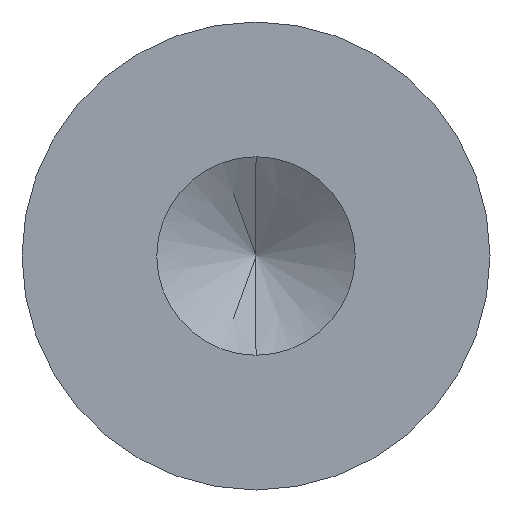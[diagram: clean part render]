
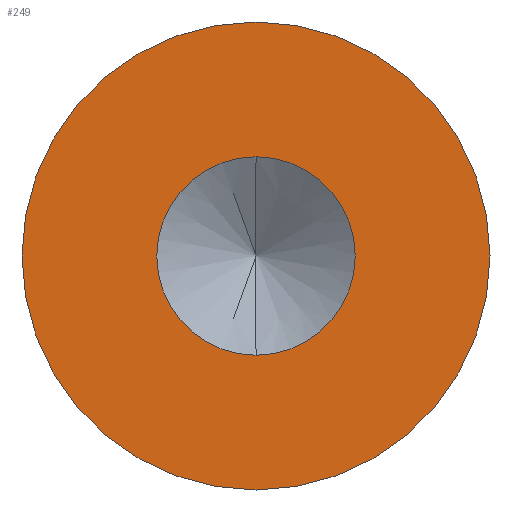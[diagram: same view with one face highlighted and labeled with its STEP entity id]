
A CAD part, front view. The second image highlights one B-rep face of the part: STEP entity #249.
In plain terms, the highlighted planar face has unit normal (0, -1, 0).
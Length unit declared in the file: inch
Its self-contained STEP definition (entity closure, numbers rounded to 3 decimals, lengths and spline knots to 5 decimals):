
#15 = DIRECTION ( 'NONE',  ( 0., 1., 0. ) ) ;
#16 = DIRECTION ( 'NONE',  ( 0., 0., -1. ) ) ;
#22 = DIRECTION ( 'NONE',  ( 0., -1., 0. ) ) ;
#37 = EDGE_LOOP ( 'NONE', ( #419, #338 ) ) ;
#51 = DIRECTION ( 'NONE',  ( 0., 0., -1. ) ) ;
#75 = EDGE_CURVE ( 'NONE', #204, #300, #245, .T. ) ;
#77 = CARTESIAN_POINT ( 'NONE',  ( 0., 0., -0.0795 ) ) ;
#101 = CARTESIAN_POINT ( 'NONE',  ( 0., 0., 0.0795 ) ) ;
#113 = DIRECTION ( 'NONE',  ( 0., -1., 0. ) ) ;
#116 = CIRCLE ( 'NONE', #427, 0.0795 ) ;
#123 = CARTESIAN_POINT ( 'NONE',  ( 0., 0., -0.1875 ) ) ;
#136 = AXIS2_PLACEMENT_3D ( 'NONE', #177, #307, #347 ) ;
#142 = PLANE ( 'NONE',  #178 ) ;
#143 = FACE_OUTER_BOUND ( 'NONE', #373, .T. ) ;
#166 = VERTEX_POINT ( 'NONE', #77 ) ;
#173 = CARTESIAN_POINT ( 'NONE',  ( 0., 0., 0. ) ) ;
#177 = CARTESIAN_POINT ( 'NONE',  ( 0., 0., 0. ) ) ;
#178 = AXIS2_PLACEMENT_3D ( 'NONE', #173, #15, #379 ) ;
#204 = VERTEX_POINT ( 'NONE', #399 ) ;
#207 = VERTEX_POINT ( 'NONE', #101 ) ;
#214 = ORIENTED_EDGE ( 'NONE', *, *, #75, .F. ) ;
#221 = CARTESIAN_POINT ( 'NONE',  ( 0., 0., 0. ) ) ;
#245 = CIRCLE ( 'NONE', #332, 0.1875 ) ;
#249 = ADVANCED_FACE ( 'NONE', ( #306, #143 ), #142, .F. ) ;
#269 = CARTESIAN_POINT ( 'NONE',  ( 0., 0., 0. ) ) ;
#276 = EDGE_CURVE ( 'NONE', #166, #207, #116, .T. ) ;
#285 = DIRECTION ( 'NONE',  ( 0., 1., 0. ) ) ;
#300 = VERTEX_POINT ( 'NONE', #123 ) ;
#306 = FACE_BOUND ( 'NONE', #37, .T. ) ;
#307 = DIRECTION ( 'NONE',  ( 0., 1., 0. ) ) ;
#316 = CIRCLE ( 'NONE', #136, 0.1875 ) ;
#318 = CARTESIAN_POINT ( 'NONE',  ( 0., 0., 0. ) ) ;
#320 = DIRECTION ( 'NONE',  ( 0., 0., 1. ) ) ;
#332 = AXIS2_PLACEMENT_3D ( 'NONE', #318, #285, #320 ) ;
#338 = ORIENTED_EDGE ( 'NONE', *, *, #359, .F. ) ;
#341 = CIRCLE ( 'NONE', #403, 0.0795 ) ;
#342 = ORIENTED_EDGE ( 'NONE', *, *, #360, .F. ) ;
#347 = DIRECTION ( 'NONE',  ( 0., 0., 1. ) ) ;
#359 = EDGE_CURVE ( 'NONE', #207, #166, #341, .T. ) ;
#360 = EDGE_CURVE ( 'NONE', #300, #204, #316, .T. ) ;
#373 = EDGE_LOOP ( 'NONE', ( #342, #214 ) ) ;
#379 = DIRECTION ( 'NONE',  ( 0., 0., 1. ) ) ;
#399 = CARTESIAN_POINT ( 'NONE',  ( 0., 0., 0.1875 ) ) ;
#403 = AXIS2_PLACEMENT_3D ( 'NONE', #221, #22, #51 ) ;
#419 = ORIENTED_EDGE ( 'NONE', *, *, #276, .F. ) ;
#427 = AXIS2_PLACEMENT_3D ( 'NONE', #269, #113, #16 ) ;
